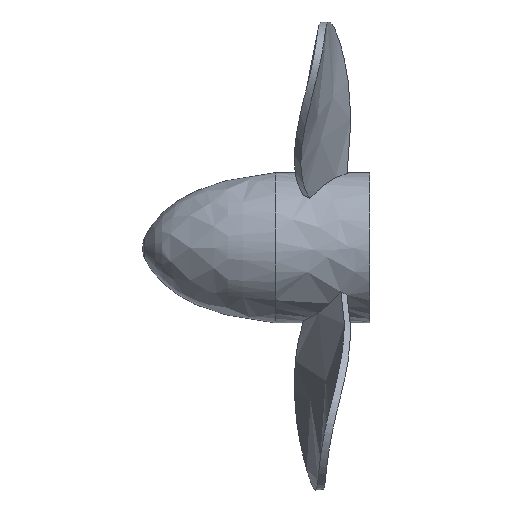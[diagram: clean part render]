
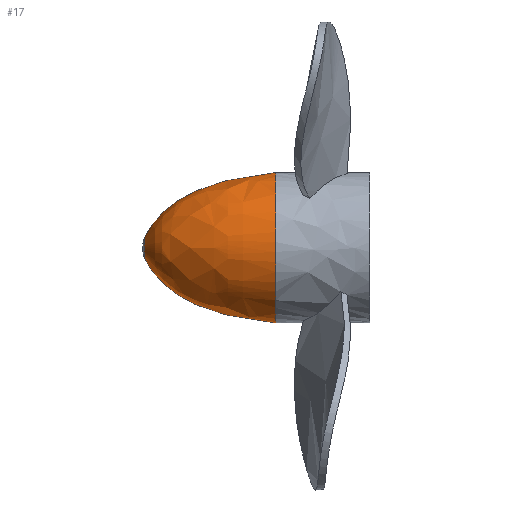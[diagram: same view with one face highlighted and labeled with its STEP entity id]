
A CAD part, left-side view. The second image highlights one B-rep face of the part: STEP entity #17.
In plain terms, the highlighted free-form (B-spline) face has degree [2, 3] with [3, 4] control points.
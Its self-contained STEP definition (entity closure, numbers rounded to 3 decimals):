
#17 = ADVANCED_FACE('',(#18),#56,.T.);
#18 = FACE_BOUND('',#19,.T.);
#19 = EDGE_LOOP('',(#20,#32,#40,#50));
#20 = ORIENTED_EDGE('',*,*,#21,.T.);
#21 = EDGE_CURVE('',#22,#24,#26,.T.);
#22 = VERTEX_POINT('',#23);
#23 = CARTESIAN_POINT('',(0.,12.994,-20.791));
#24 = VERTEX_POINT('',#25);
#25 = CARTESIAN_POINT('',(0.,12.994,
    20.791));
#26 = ( BOUNDED_CURVE() B_SPLINE_CURVE(2,(#27,#28,#29,#30,#31),
.UNSPECIFIED.,.F.,.F.) B_SPLINE_CURVE_WITH_KNOTS((3,2,3),(3.142,
4.712,6.283),.PIECEWISE_BEZIER_KNOTS.) CURVE() 
GEOMETRIC_REPRESENTATION_ITEM() RATIONAL_B_SPLINE_CURVE((1.,
0.707,1.,0.707,1.)) REPRESENTATION_ITEM('') );
#27 = CARTESIAN_POINT('',(0.,12.994,
    -20.791));
#28 = CARTESIAN_POINT('',(-20.791,12.994,
    -20.791));
#29 = CARTESIAN_POINT('',(-20.791,12.994,
    0.));
#30 = CARTESIAN_POINT('',(-20.791,12.994,
    20.791));
#31 = CARTESIAN_POINT('',(0.,12.994,
    20.791));
#32 = ORIENTED_EDGE('',*,*,#33,.T.);
#33 = EDGE_CURVE('',#24,#34,#36,.T.);
#34 = VERTEX_POINT('',#35);
#35 = CARTESIAN_POINT('',(0.,49.379,
    2.599));
#36 = B_SPLINE_CURVE_WITH_KNOTS('',2,(#37,#38,#39),.UNSPECIFIED.,.F.,.F.
  ,(3,3),(0.,0.55),.PIECEWISE_BEZIER_KNOTS.);
#37 = CARTESIAN_POINT('',(0.,12.994,
    20.791));
#38 = CARTESIAN_POINT('',(0.,42.146,
    18.24));
#39 = CARTESIAN_POINT('',(0.,49.379,
    2.599));
#40 = ORIENTED_EDGE('',*,*,#41,.T.);
#41 = EDGE_CURVE('',#34,#42,#44,.T.);
#42 = VERTEX_POINT('',#43);
#43 = CARTESIAN_POINT('',(0.,49.379,-2.599));
#44 = ( BOUNDED_CURVE() B_SPLINE_CURVE(2,(#45,#46,#47,#48,#49),
.UNSPECIFIED.,.F.,.F.) B_SPLINE_CURVE_WITH_KNOTS((3,2,3),(3.142,
4.712,6.283),.PIECEWISE_BEZIER_KNOTS.) CURVE() 
GEOMETRIC_REPRESENTATION_ITEM() RATIONAL_B_SPLINE_CURVE((1.,
0.707,1.,0.707,1.)) REPRESENTATION_ITEM('') );
#45 = CARTESIAN_POINT('',(0.,49.379,
    2.599));
#46 = CARTESIAN_POINT('',(-2.599,49.379,2.599
    ));
#47 = CARTESIAN_POINT('',(-2.599,49.379,
    0.));
#48 = CARTESIAN_POINT('',(-2.599,49.379,
    -2.599));
#49 = CARTESIAN_POINT('',(0.,49.379,
    -2.599));
#50 = ORIENTED_EDGE('',*,*,#51,.F.);
#51 = EDGE_CURVE('',#22,#42,#52,.T.);
#52 = B_SPLINE_CURVE_WITH_KNOTS('',2,(#53,#54,#55),.UNSPECIFIED.,.F.,.F.
  ,(3,3),(0.,0.55),.PIECEWISE_BEZIER_KNOTS.);
#53 = CARTESIAN_POINT('',(0.,12.994,-20.791));
#54 = CARTESIAN_POINT('',(0.,42.146,-18.24));
#55 = CARTESIAN_POINT('',(0.,49.379,-2.599));
#56 = ( BOUNDED_SURFACE() B_SPLINE_SURFACE(2,3,(
    (#57,#58,#59,#60)
    ,(#61,#62,#63,#64)
    ,(#65,#66,#67,#68
)),.UNSPECIFIED.,.F.,.F.,.F.) B_SPLINE_SURFACE_WITH_KNOTS((3,3),(4,4),(
    0.,0.55),(0.,1.),.PIECEWISE_BEZIER_KNOTS.) 
GEOMETRIC_REPRESENTATION_ITEM() RATIONAL_B_SPLINE_SURFACE((
    (1.,0.333,0.333,1.)
    ,(1.,0.333,0.333,1.)
,(1.,0.333,0.333,1.
))) REPRESENTATION_ITEM('') SURFACE() );
#57 = CARTESIAN_POINT('',(0.,12.994,
    20.791));
#58 = CARTESIAN_POINT('',(-41.582,12.994,
    20.791));
#59 = CARTESIAN_POINT('',(-41.582,12.994,
    -20.791));
#60 = CARTESIAN_POINT('',(0.,12.994,
    -20.791));
#61 = CARTESIAN_POINT('',(0.,42.146,
    18.24));
#62 = CARTESIAN_POINT('',(-36.48,42.146,
    18.24));
#63 = CARTESIAN_POINT('',(-36.48,42.146,
    -18.24));
#64 = CARTESIAN_POINT('',(0.,42.146,
    -18.24));
#65 = CARTESIAN_POINT('',(0.,49.379,
    2.599));
#66 = CARTESIAN_POINT('',(-5.198,49.379,2.599
    ));
#67 = CARTESIAN_POINT('',(-5.198,49.379,
    -2.599));
#68 = CARTESIAN_POINT('',(0.,49.379,
    -2.599));
